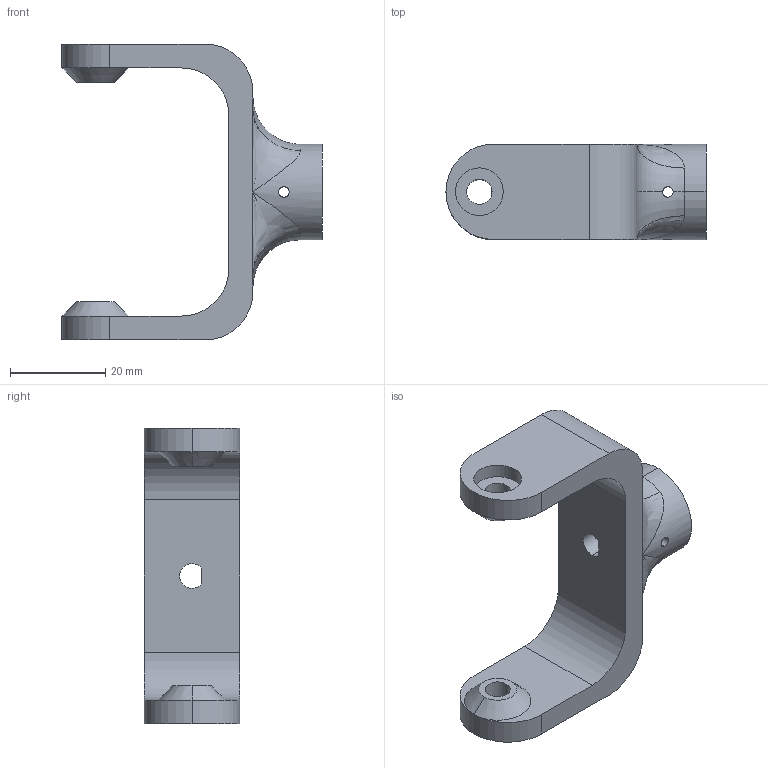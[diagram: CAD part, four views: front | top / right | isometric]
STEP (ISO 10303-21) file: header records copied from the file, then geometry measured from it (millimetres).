
FILE_DESCRIPTION (( 'STEP AP203' ), '1' );
FILE_NAME ('Link2_Default_sldprt.STEP', '2023-07-25T20:25:13', ( '' ), ( '' ), 'SwSTEP 2.0', 'SolidWorks 2020', '' );
FILE_SCHEMA (( 'CONFIG_CONTROL_DESIGN' ));
Length unit declared in the file: millimetre
Products named in the file (1): Link2_Default_sldprt
Bounding box: 54.5 x 20 x 62 mm (x, y, z)
Volume: 17564.2 mm3; surface area: 7807.5 mm2
Topology: 1 solids, 1 shells, 55 faces, 147 edges, 89 vertices
Faces by surface type: cylinder 29, plane 15, cone 4, bspline 4, torus 3
Entity records: 2305 total; most frequent: CARTESIAN_POINT 852, DIRECTION 292, ORIENTED_EDGE 286, EDGE_CURVE 143, AXIS2_PLACEMENT_3D 115, VERTEX_POINT 89, EDGE_LOOP 68, CIRCLE 63
